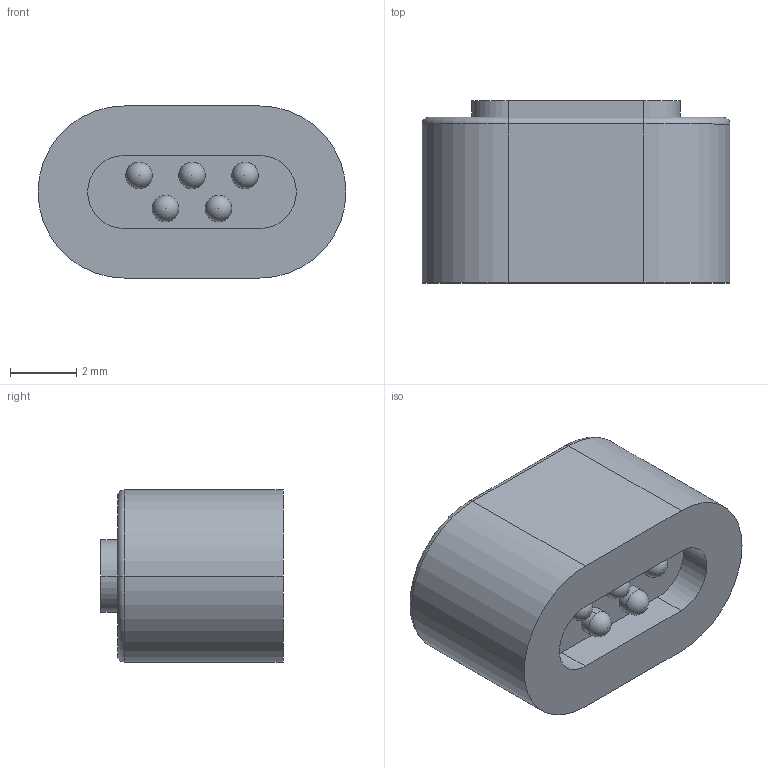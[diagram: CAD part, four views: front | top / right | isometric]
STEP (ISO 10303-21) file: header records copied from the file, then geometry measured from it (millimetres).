
FILE_DESCRIPTION (( 'STEP AP203' ), '1' );
FILE_NAME ('CN2100009 Double Row 5 Pin Mag. Connector Female (HTP-CON-M413F160).STEP', '2023-05-17T06:09:52', ( '' ), ( '' ), 'SwSTEP 2.0', 'SolidWorks 2022', '' );
FILE_SCHEMA (( 'CONFIG_CONTROL_DESIGN' ));
Length unit declared in the file: millimetre
Products named in the file (1): CN2100009 Double Row 5 Pin Mag. Connector Female (HTP-CON-M413F160)
Bounding box: 9.3 x 5.5 x 5.2 mm (x, y, z)
Volume: 207.5 mm3; surface area: 352.5 mm2
Topology: 6 solids, 6 shells, 64 faces, 153 edges, 98 vertices
Faces by surface type: cylinder 36, plane 15, torus 8, sphere 5
Entity records: 1857 total; most frequent: DIRECTION 352, CARTESIAN_POINT 291, ORIENTED_EDGE 276, AXIS2_PLACEMENT_3D 149, EDGE_CURVE 138, VERTEX_POINT 88, CIRCLE 84, EDGE_LOOP 76
